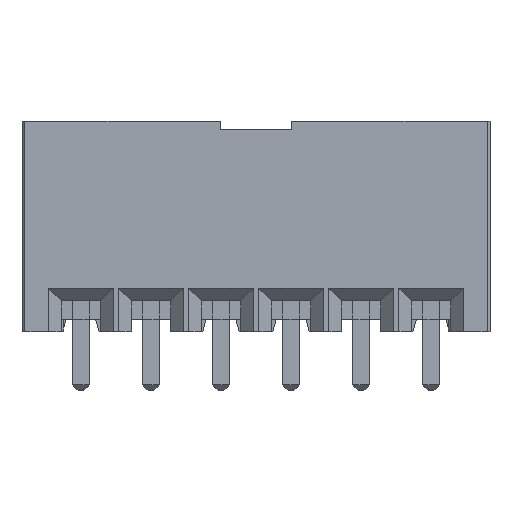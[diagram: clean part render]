
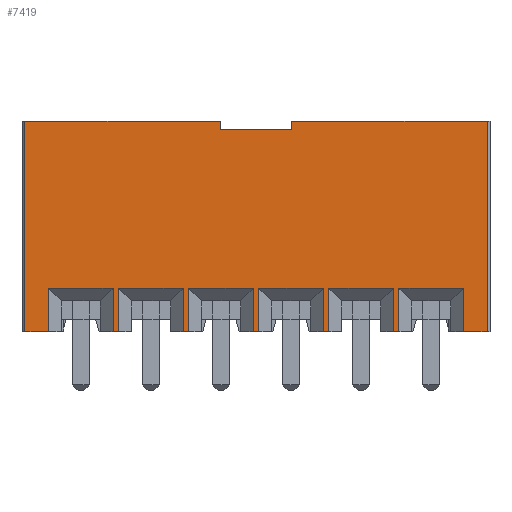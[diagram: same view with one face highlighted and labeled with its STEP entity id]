
A CAD part, front view. The second image highlights one B-rep face of the part: STEP entity #7419.
In plain terms, the highlighted planar face has unit normal (0, -1, 0).
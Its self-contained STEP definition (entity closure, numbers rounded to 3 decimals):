
#738=ORIENTED_EDGE('',*,*,#2812,.T.);
#739=ORIENTED_EDGE('',*,*,#2813,.T.);
#740=ORIENTED_EDGE('',*,*,#2455,.F.);
#741=ORIENTED_EDGE('',*,*,#2814,.T.);
#742=ORIENTED_EDGE('',*,*,#2815,.T.);
#743=ORIENTED_EDGE('',*,*,#2816,.T.);
#744=ORIENTED_EDGE('',*,*,#2547,.F.);
#745=ORIENTED_EDGE('',*,*,#2817,.T.);
#746=ORIENTED_EDGE('',*,*,#2818,.T.);
#747=ORIENTED_EDGE('',*,*,#2819,.T.);
#748=ORIENTED_EDGE('',*,*,#2589,.F.);
#749=ORIENTED_EDGE('',*,*,#2820,.T.);
#750=ORIENTED_EDGE('',*,*,#2821,.T.);
#751=ORIENTED_EDGE('',*,*,#2822,.T.);
#752=ORIENTED_EDGE('',*,*,#2631,.F.);
#753=ORIENTED_EDGE('',*,*,#2823,.T.);
#754=ORIENTED_EDGE('',*,*,#2824,.T.);
#755=ORIENTED_EDGE('',*,*,#2825,.T.);
#756=ORIENTED_EDGE('',*,*,#2688,.F.);
#757=ORIENTED_EDGE('',*,*,#2826,.T.);
#758=ORIENTED_EDGE('',*,*,#2827,.T.);
#759=ORIENTED_EDGE('',*,*,#2828,.T.);
#760=ORIENTED_EDGE('',*,*,#2829,.F.);
#761=ORIENTED_EDGE('',*,*,#2830,.F.);
#762=ORIENTED_EDGE('',*,*,#2793,.T.);
#763=ORIENTED_EDGE('',*,*,#2831,.T.);
#764=ORIENTED_EDGE('',*,*,#2832,.T.);
#765=ORIENTED_EDGE('',*,*,#2833,.T.);
#766=ORIENTED_EDGE('',*,*,#2808,.T.);
#767=ORIENTED_EDGE('',*,*,#2834,.T.);
#768=ORIENTED_EDGE('',*,*,#2344,.F.);
#769=ORIENTED_EDGE('',*,*,#2835,.T.);
#2344=EDGE_CURVE('',#3412,#3413,#4128,.T.);
#2455=EDGE_CURVE('',#3518,#3519,#4239,.T.);
#2547=EDGE_CURVE('',#3589,#3590,#4331,.T.);
#2589=EDGE_CURVE('',#3625,#3626,#4373,.T.);
#2631=EDGE_CURVE('',#3661,#3662,#4415,.T.);
#2688=EDGE_CURVE('',#3707,#3708,#4472,.T.);
#2793=EDGE_CURVE('',#3793,#3792,#4577,.T.);
#2808=EDGE_CURVE('',#3804,#3803,#4592,.T.);
#2812=EDGE_CURVE('',#3806,#3807,#4596,.T.);
#2813=EDGE_CURVE('',#3807,#3519,#4597,.T.);
#2814=EDGE_CURVE('',#3518,#3808,#4598,.T.);
#2815=EDGE_CURVE('',#3808,#3809,#4599,.T.);
#2816=EDGE_CURVE('',#3809,#3590,#4600,.T.);
#2817=EDGE_CURVE('',#3589,#3810,#4601,.T.);
#2818=EDGE_CURVE('',#3810,#3811,#4602,.T.);
#2819=EDGE_CURVE('',#3811,#3626,#4603,.T.);
#2820=EDGE_CURVE('',#3625,#3812,#4604,.T.);
#2821=EDGE_CURVE('',#3812,#3813,#4605,.T.);
#2822=EDGE_CURVE('',#3813,#3662,#4606,.T.);
#2823=EDGE_CURVE('',#3661,#3814,#4607,.T.);
#2824=EDGE_CURVE('',#3814,#3815,#4608,.T.);
#2825=EDGE_CURVE('',#3815,#3708,#4609,.T.);
#2826=EDGE_CURVE('',#3707,#3816,#4610,.T.);
#2827=EDGE_CURVE('',#3816,#3817,#4611,.T.);
#2828=EDGE_CURVE('',#3817,#3818,#4612,.T.);
#2829=EDGE_CURVE('',#3819,#3818,#4613,.T.);
#2830=EDGE_CURVE('',#3793,#3819,#4614,.T.);
#2831=EDGE_CURVE('',#3792,#3820,#4615,.T.);
#2832=EDGE_CURVE('',#3820,#3821,#4616,.T.);
#2833=EDGE_CURVE('',#3821,#3804,#4617,.T.);
#2834=EDGE_CURVE('',#3803,#3413,#4618,.T.);
#2835=EDGE_CURVE('',#3412,#3806,#4619,.T.);
#3412=VERTEX_POINT('',#10281);
#3413=VERTEX_POINT('',#10283);
#3518=VERTEX_POINT('',#10508);
#3519=VERTEX_POINT('',#10509);
#3589=VERTEX_POINT('',#10680);
#3590=VERTEX_POINT('',#10681);
#3625=VERTEX_POINT('',#10765);
#3626=VERTEX_POINT('',#10766);
#3661=VERTEX_POINT('',#10850);
#3662=VERTEX_POINT('',#10851);
#3707=VERTEX_POINT('',#10960);
#3708=VERTEX_POINT('',#10961);
#3792=VERTEX_POINT('',#11164);
#3793=VERTEX_POINT('',#11166);
#3803=VERTEX_POINT('',#11191);
#3804=VERTEX_POINT('',#11193);
#3806=VERTEX_POINT('',#11200);
#3807=VERTEX_POINT('',#11201);
#3808=VERTEX_POINT('',#11204);
#3809=VERTEX_POINT('',#11206);
#3810=VERTEX_POINT('',#11209);
#3811=VERTEX_POINT('',#11211);
#3812=VERTEX_POINT('',#11214);
#3813=VERTEX_POINT('',#11216);
#3814=VERTEX_POINT('',#11219);
#3815=VERTEX_POINT('',#11221);
#3816=VERTEX_POINT('',#11224);
#3817=VERTEX_POINT('',#11226);
#3818=VERTEX_POINT('',#11228);
#3819=VERTEX_POINT('',#11230);
#3820=VERTEX_POINT('',#11233);
#3821=VERTEX_POINT('',#11235);
#4128=LINE('',#10282,#5206);
#4239=LINE('',#10507,#5317);
#4331=LINE('',#10679,#5409);
#4373=LINE('',#10764,#5451);
#4415=LINE('',#10849,#5493);
#4472=LINE('',#10959,#5550);
#4577=LINE('',#11165,#5655);
#4592=LINE('',#11192,#5670);
#4596=LINE('',#11199,#5674);
#4597=LINE('',#11202,#5675);
#4598=LINE('',#11203,#5676);
#4599=LINE('',#11205,#5677);
#4600=LINE('',#11207,#5678);
#4601=LINE('',#11208,#5679);
#4602=LINE('',#11210,#5680);
#4603=LINE('',#11212,#5681);
#4604=LINE('',#11213,#5682);
#4605=LINE('',#11215,#5683);
#4606=LINE('',#11217,#5684);
#4607=LINE('',#11218,#5685);
#4608=LINE('',#11220,#5686);
#4609=LINE('',#11222,#5687);
#4610=LINE('',#11223,#5688);
#4611=LINE('',#11225,#5689);
#4612=LINE('',#11227,#5690);
#4613=LINE('',#11229,#5691);
#4614=LINE('',#11231,#5692);
#4615=LINE('',#11232,#5693);
#4616=LINE('',#11234,#5694);
#4617=LINE('',#11236,#5695);
#4618=LINE('',#11237,#5696);
#4619=LINE('',#11238,#5697);
#5206=VECTOR('',#8324,1000.);
#5317=VECTOR('',#8453,1000.);
#5409=VECTOR('',#8563,1000.);
#5451=VECTOR('',#8619,1000.);
#5493=VECTOR('',#8675,1000.);
#5550=VECTOR('',#8746,1000.);
#5655=VECTOR('',#8881,1000.);
#5670=VECTOR('',#8898,1000.);
#5674=VECTOR('',#8904,1000.);
#5675=VECTOR('',#8905,1000.);
#5676=VECTOR('',#8906,1000.);
#5677=VECTOR('',#8907,1000.);
#5678=VECTOR('',#8908,1000.);
#5679=VECTOR('',#8909,1000.);
#5680=VECTOR('',#8910,1000.);
#5681=VECTOR('',#8911,1000.);
#5682=VECTOR('',#8912,1000.);
#5683=VECTOR('',#8913,1000.);
#5684=VECTOR('',#8914,1000.);
#5685=VECTOR('',#8915,1000.);
#5686=VECTOR('',#8916,1000.);
#5687=VECTOR('',#8917,1000.);
#5688=VECTOR('',#8918,1000.);
#5689=VECTOR('',#8919,1000.);
#5690=VECTOR('',#8920,1000.);
#5691=VECTOR('',#8921,1000.);
#5692=VECTOR('',#8922,1000.);
#5693=VECTOR('',#8923,1000.);
#5694=VECTOR('',#8924,1000.);
#5695=VECTOR('',#8925,1000.);
#5696=VECTOR('',#8926,1000.);
#5697=VECTOR('',#8927,1000.);
#6239=EDGE_LOOP('',(#738,#739,#740,#741,#742,#743,#744,#745,#746,#747,#748,
#749,#750,#751,#752,#753,#754,#755,#756,#757,#758,#759,#760,#761,#762,#763,
#764,#765,#766,#767,#768,#769));
#6641=FACE_BOUND('',#6239,.T.);
#7037=PLANE('',#7829);
#7419=ADVANCED_FACE('',(#6641),#7037,.T.);
#7829=AXIS2_PLACEMENT_3D('',#11198,#8902,#8903);
#8324=DIRECTION('',(-1.,0.,0.));
#8453=DIRECTION('',(-1.,0.,0.));
#8563=DIRECTION('',(-1.,0.,0.));
#8619=DIRECTION('',(-1.,0.,0.));
#8675=DIRECTION('',(-1.,0.,0.));
#8746=DIRECTION('',(-1.,0.,0.));
#8881=DIRECTION('',(-1.,0.,0.));
#8898=DIRECTION('',(-1.,0.,0.));
#8902=DIRECTION('',(0.,-1.,0.));
#8903=DIRECTION('',(1.,0.,0.));
#8904=DIRECTION('',(1.,0.,0.));
#8905=DIRECTION('',(0.,0.,-1.));
#8906=DIRECTION('',(0.,0.,1.));
#8907=DIRECTION('',(1.,0.,0.));
#8908=DIRECTION('',(0.,0.,-1.));
#8909=DIRECTION('',(0.,0.,1.));
#8910=DIRECTION('',(1.,0.,0.));
#8911=DIRECTION('',(0.,0.,-1.));
#8912=DIRECTION('',(0.,0.,1.));
#8913=DIRECTION('',(1.,0.,0.));
#8914=DIRECTION('',(0.,0.,-1.));
#8915=DIRECTION('',(0.,0.,1.));
#8916=DIRECTION('',(1.,0.,0.));
#8917=DIRECTION('',(0.,0.,-1.));
#8918=DIRECTION('',(0.,0.,1.));
#8919=DIRECTION('',(1.,0.,0.));
#8920=DIRECTION('',(0.,0.,-1.));
#8921=DIRECTION('',(-1.,0.,0.));
#8922=DIRECTION('',(0.,0.,-1.));
#8923=DIRECTION('',(0.,0.,-1.));
#8924=DIRECTION('',(-1.,0.,0.));
#8925=DIRECTION('',(0.,0.,1.));
#8926=DIRECTION('',(0.,0.,-1.));
#8927=DIRECTION('',(0.,0.,1.));
#10281=CARTESIAN_POINT('',(-7.4,-2.6,-3.75));
#10282=CARTESIAN_POINT('',(8.25,-2.6,-3.75));
#10283=CARTESIAN_POINT('',(-8.25,-2.6,-3.75));
#10507=CARTESIAN_POINT('',(8.25,-2.6,-3.75));
#10508=CARTESIAN_POINT('',(-4.9,-2.6,-3.75));
#10509=CARTESIAN_POINT('',(-5.1,-2.6,-3.75));
#10679=CARTESIAN_POINT('',(8.25,-2.6,-3.75));
#10680=CARTESIAN_POINT('',(-2.4,-2.6,-3.75));
#10681=CARTESIAN_POINT('',(-2.6,-2.6,-3.75));
#10764=CARTESIAN_POINT('',(8.25,-2.6,-3.75));
#10765=CARTESIAN_POINT('',(0.1,-2.6,-3.75));
#10766=CARTESIAN_POINT('',(-0.1,-2.6,-3.75));
#10849=CARTESIAN_POINT('',(8.25,-2.6,-3.75));
#10850=CARTESIAN_POINT('',(2.6,-2.6,-3.75));
#10851=CARTESIAN_POINT('',(2.4,-2.6,-3.75));
#10959=CARTESIAN_POINT('',(8.25,-2.6,-3.75));
#10960=CARTESIAN_POINT('',(5.1,-2.6,-3.75));
#10961=CARTESIAN_POINT('',(4.9,-2.6,-3.75));
#11164=CARTESIAN_POINT('',(1.275,-2.6,3.75));
#11165=CARTESIAN_POINT('',(8.25,-2.6,3.75));
#11166=CARTESIAN_POINT('',(8.25,-2.6,3.75));
#11191=CARTESIAN_POINT('',(-8.25,-2.6,3.75));
#11192=CARTESIAN_POINT('',(8.25,-2.6,3.75));
#11193=CARTESIAN_POINT('',(-1.275,-2.6,3.75));
#11198=CARTESIAN_POINT('',(8.25,-2.6,3.75));
#11199=CARTESIAN_POINT('',(-5.55,-2.6,-2.2));
#11200=CARTESIAN_POINT('',(-7.4,-2.6,-2.2));
#11201=CARTESIAN_POINT('',(-5.1,-2.6,-2.2));
#11202=CARTESIAN_POINT('',(-5.1,-2.6,3.75));
#11203=CARTESIAN_POINT('',(-4.9,-2.6,3.75));
#11204=CARTESIAN_POINT('',(-4.9,-2.6,-2.2));
#11205=CARTESIAN_POINT('',(-3.05,-2.6,-2.2));
#11206=CARTESIAN_POINT('',(-2.6,-2.6,-2.2));
#11207=CARTESIAN_POINT('',(-2.6,-2.6,3.75));
#11208=CARTESIAN_POINT('',(-2.4,-2.6,3.75));
#11209=CARTESIAN_POINT('',(-2.4,-2.6,-2.2));
#11210=CARTESIAN_POINT('',(-0.55,-2.6,-2.2));
#11211=CARTESIAN_POINT('',(-0.1,-2.6,-2.2));
#11212=CARTESIAN_POINT('',(-0.1,-2.6,3.75));
#11213=CARTESIAN_POINT('',(0.1,-2.6,3.75));
#11214=CARTESIAN_POINT('',(0.1,-2.6,-2.2));
#11215=CARTESIAN_POINT('',(1.95,-2.6,-2.2));
#11216=CARTESIAN_POINT('',(2.4,-2.6,-2.2));
#11217=CARTESIAN_POINT('',(2.4,-2.6,3.75));
#11218=CARTESIAN_POINT('',(2.6,-2.6,3.75));
#11219=CARTESIAN_POINT('',(2.6,-2.6,-2.2));
#11220=CARTESIAN_POINT('',(4.45,-2.6,-2.2));
#11221=CARTESIAN_POINT('',(4.9,-2.6,-2.2));
#11222=CARTESIAN_POINT('',(4.9,-2.6,3.75));
#11223=CARTESIAN_POINT('',(5.1,-2.6,3.75));
#11224=CARTESIAN_POINT('',(5.1,-2.6,-2.2));
#11225=CARTESIAN_POINT('',(6.95,-2.6,-2.2));
#11226=CARTESIAN_POINT('',(7.4,-2.6,-2.2));
#11227=CARTESIAN_POINT('',(7.4,-2.6,3.75));
#11228=CARTESIAN_POINT('',(7.4,-2.6,-3.75));
#11229=CARTESIAN_POINT('',(8.25,-2.6,-3.75));
#11230=CARTESIAN_POINT('',(8.25,-2.6,-3.75));
#11231=CARTESIAN_POINT('',(8.25,-2.6,3.75));
#11232=CARTESIAN_POINT('',(1.275,-2.6,3.75));
#11233=CARTESIAN_POINT('',(1.275,-2.6,3.45));
#11234=CARTESIAN_POINT('',(8.25,-2.6,3.45));
#11235=CARTESIAN_POINT('',(-1.275,-2.6,3.45));
#11236=CARTESIAN_POINT('',(-1.275,-2.6,3.75));
#11237=CARTESIAN_POINT('',(-8.25,-2.6,3.75));
#11238=CARTESIAN_POINT('',(-7.4,-2.6,3.75));
